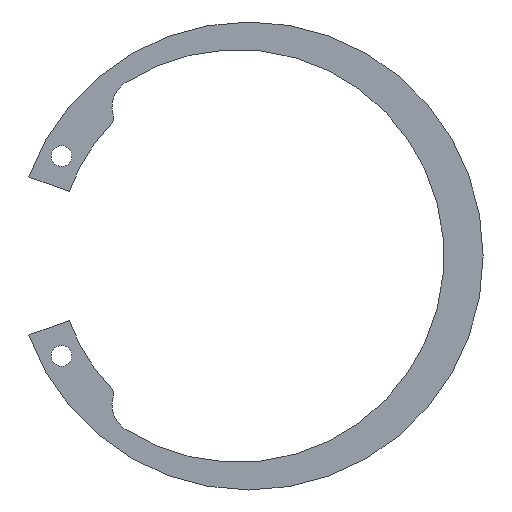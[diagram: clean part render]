
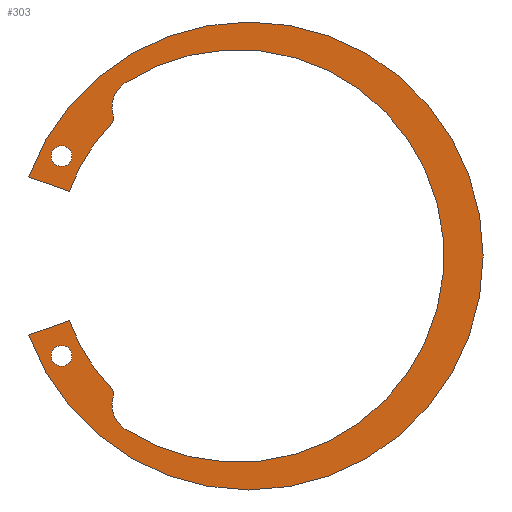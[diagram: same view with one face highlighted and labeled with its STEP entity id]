
A CAD part, left-side view. The second image highlights one B-rep face of the part: STEP entity #303.
In plain terms, the highlighted planar face has unit normal (-1, 0, 0).
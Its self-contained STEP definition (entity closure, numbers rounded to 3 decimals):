
#20=CIRCLE('',#319,28.1);
#22=CIRCLE('',#323,22.95);
#24=CIRCLE('',#326,0.8);
#26=CIRCLE('',#330,3.5);
#28=CIRCLE('',#333,24.782);
#30=CIRCLE('',#336,3.5);
#32=CIRCLE('',#340,0.8);
#35=CIRCLE('',#344,1.25);
#37=CIRCLE('',#347,1.25);
#38=CIRCLE('',#349,22.95);
#116=ORIENTED_EDGE('',*,*,#167,.T.);
#117=ORIENTED_EDGE('',*,*,#165,.T.);
#118=ORIENTED_EDGE('',*,*,#130,.F.);
#119=ORIENTED_EDGE('',*,*,#168,.T.);
#120=ORIENTED_EDGE('',*,*,#161,.F.);
#121=ORIENTED_EDGE('',*,*,#158,.F.);
#122=ORIENTED_EDGE('',*,*,#155,.T.);
#123=ORIENTED_EDGE('',*,*,#152,.T.);
#124=ORIENTED_EDGE('',*,*,#149,.T.);
#125=ORIENTED_EDGE('',*,*,#146,.F.);
#126=ORIENTED_EDGE('',*,*,#143,.F.);
#127=ORIENTED_EDGE('',*,*,#140,.T.);
#128=ORIENTED_EDGE('',*,*,#137,.F.);
#129=ORIENTED_EDGE('',*,*,#134,.F.);
#130=EDGE_CURVE('',#170,#171,#198,.T.);
#134=EDGE_CURVE('',#171,#174,#20,.T.);
#137=EDGE_CURVE('',#174,#176,#203,.T.);
#140=EDGE_CURVE('',#178,#176,#22,.T.);
#143=EDGE_CURVE('',#178,#180,#24,.T.);
#146=EDGE_CURVE('',#180,#182,#208,.T.);
#149=EDGE_CURVE('',#184,#182,#26,.T.);
#152=EDGE_CURVE('',#186,#184,#28,.T.);
#155=EDGE_CURVE('',#188,#186,#30,.T.);
#158=EDGE_CURVE('',#188,#190,#214,.T.);
#161=EDGE_CURVE('',#190,#192,#32,.T.);
#165=EDGE_CURVE('',#195,#195,#35,.T.);
#167=EDGE_CURVE('',#197,#197,#37,.T.);
#168=EDGE_CURVE('',#170,#192,#38,.T.);
#170=VERTEX_POINT('',#450);
#171=VERTEX_POINT('',#451);
#174=VERTEX_POINT('',#459);
#176=VERTEX_POINT('',#465);
#178=VERTEX_POINT('',#471);
#180=VERTEX_POINT('',#477);
#182=VERTEX_POINT('',#483);
#184=VERTEX_POINT('',#489);
#186=VERTEX_POINT('',#495);
#188=VERTEX_POINT('',#501);
#190=VERTEX_POINT('',#507);
#192=VERTEX_POINT('',#513);
#195=VERTEX_POINT('',#521);
#197=VERTEX_POINT('',#526);
#198=LINE('',#449,#218);
#203=LINE('',#464,#223);
#208=LINE('',#482,#228);
#214=LINE('',#506,#234);
#218=VECTOR('',#357,1000.);
#223=VECTOR('',#370,1000.);
#228=VECTOR('',#389,1000.);
#234=VECTOR('',#415,1000.);
#257=EDGE_LOOP('',(#116));
#258=EDGE_LOOP('',(#117));
#259=EDGE_LOOP('',(#118,#119,#120,#121,#122,#123,#124,#125,#126,#127,#128,
#129));
#279=FACE_BOUND('',#257,.T.);
#280=FACE_BOUND('',#258,.T.);
#281=FACE_BOUND('',#259,.T.);
#287=PLANE('',#352);
#303=ADVANCED_FACE('',(#279,#280,#281),#287,.F.);
#319=AXIS2_PLACEMENT_3D('',#458,#363,#364);
#323=AXIS2_PLACEMENT_3D('',#470,#375,#376);
#326=AXIS2_PLACEMENT_3D('',#476,#382,#383);
#330=AXIS2_PLACEMENT_3D('',#488,#394,#395);
#333=AXIS2_PLACEMENT_3D('',#494,#401,#402);
#336=AXIS2_PLACEMENT_3D('',#500,#408,#409);
#340=AXIS2_PLACEMENT_3D('',#512,#420,#421);
#344=AXIS2_PLACEMENT_3D('',#520,#429,#430);
#347=AXIS2_PLACEMENT_3D('',#525,#435,#436);
#349=AXIS2_PLACEMENT_3D('',#528,#439,#440);
#352=AXIS2_PLACEMENT_3D('',#531,#445,#446);
#357=DIRECTION('',(0.,0.941,0.338));
#363=DIRECTION('',(1.,0.,0.));
#364=DIRECTION('',(0.,0.,-1.));
#370=DIRECTION('',(0.,-0.941,0.338));
#375=DIRECTION('',(1.,0.,0.));
#376=DIRECTION('',(0.,0.,-1.));
#382=DIRECTION('',(1.,0.,0.));
#383=DIRECTION('',(0.,0.,-1.));
#389=DIRECTION('',(0.,-0.338,0.941));
#394=DIRECTION('',(1.,0.,0.));
#395=DIRECTION('',(0.,0.,-1.));
#401=DIRECTION('',(1.,0.,0.));
#402=DIRECTION('',(0.,0.,-1.));
#408=DIRECTION('',(1.,0.,0.));
#409=DIRECTION('',(0.,0.,-1.));
#415=DIRECTION('',(0.,0.338,0.941));
#420=DIRECTION('',(1.,0.,0.));
#421=DIRECTION('',(0.,0.,-1.));
#429=DIRECTION('',(1.,0.,0.));
#430=DIRECTION('',(0.,0.,-1.));
#435=DIRECTION('',(1.,0.,0.));
#436=DIRECTION('',(0.,0.,-1.));
#439=DIRECTION('',(1.,0.,0.));
#440=DIRECTION('',(0.,0.,-1.));
#445=DIRECTION('',(1.,0.,0.));
#446=DIRECTION('',(0.,0.,-1.));
#449=CARTESIAN_POINT('',(-1.,21.602,7.75));
#450=CARTESIAN_POINT('',(-1.,21.602,7.75));
#451=CARTESIAN_POINT('',(-1.,26.449,9.489));
#458=CARTESIAN_POINT('',(-1.,0.,0.));
#459=CARTESIAN_POINT('',(-1.,26.449,-9.489));
#464=CARTESIAN_POINT('',(-1.,26.449,-9.489));
#465=CARTESIAN_POINT('',(-1.,21.602,-7.75));
#470=CARTESIAN_POINT('',(-1.,0.,0.));
#471=CARTESIAN_POINT('',(-1.,16.492,-15.96));
#476=CARTESIAN_POINT('',(-1.,17.067,-16.516));
#477=CARTESIAN_POINT('',(-1.,16.314,-16.786));
#482=CARTESIAN_POINT('',(-1.,16.314,-16.786));
#483=CARTESIAN_POINT('',(-1.,16.27,-16.664));
#488=CARTESIAN_POINT('',(-1.,12.976,-17.846));
#489=CARTESIAN_POINT('',(-1.,14.883,-20.781));
#494=CARTESIAN_POINT('',(-1.,1.382,0.));
#495=CARTESIAN_POINT('',(-1.,14.883,20.781));
#500=CARTESIAN_POINT('',(-1.,12.976,17.846));
#501=CARTESIAN_POINT('',(-1.,16.27,16.664));
#506=CARTESIAN_POINT('',(-1.,16.27,16.664));
#507=CARTESIAN_POINT('',(-1.,16.314,16.786));
#512=CARTESIAN_POINT('',(-1.,17.067,16.516));
#513=CARTESIAN_POINT('',(-1.,16.492,15.96));
#520=CARTESIAN_POINT('',(-1.,22.521,-12.));
#521=CARTESIAN_POINT('',(-1.,22.521,-13.25));
#525=CARTESIAN_POINT('',(-1.,22.521,12.));
#526=CARTESIAN_POINT('',(-1.,22.521,10.75));
#528=CARTESIAN_POINT('',(-1.,0.,0.));
#531=CARTESIAN_POINT('',(-1.,0.,0.));
